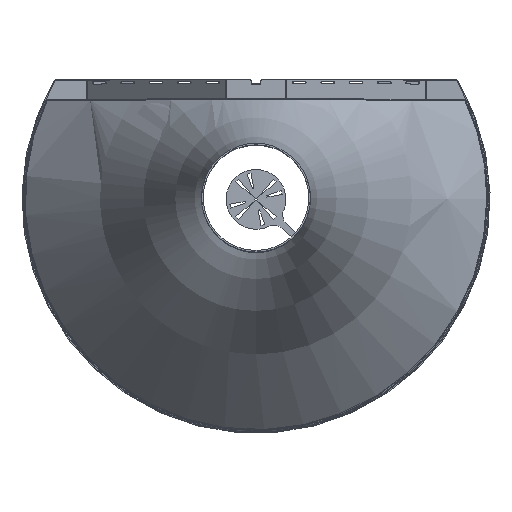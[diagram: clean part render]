
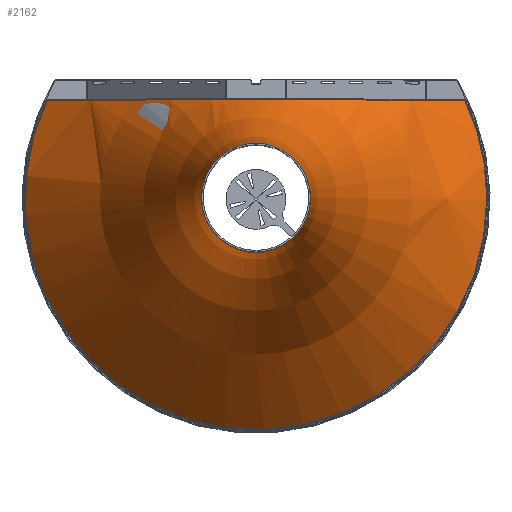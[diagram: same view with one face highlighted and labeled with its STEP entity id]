
A CAD part, top view. The second image highlights one B-rep face of the part: STEP entity #2162.
In plain terms, the highlighted toroidal (fillet/blend) face has major radius 1337 mm and minor radius 1200 mm.
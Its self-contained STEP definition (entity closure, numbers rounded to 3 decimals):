
#2162=ADVANCED_FACE('',(#4657,#4658),#4659,.F.);
#4657=FACE_OUTER_BOUND('',#7825,.T.);
#4658=FACE_OUTER_BOUND('',#7826,.T.);
#4659=TOROIDAL_SURFACE('',#7827,1337.0,1200.0);
#7825=EDGE_LOOP('',(#13386));
#7826=EDGE_LOOP('',(#13387,#13388));
#7827=AXIS2_PLACEMENT_3D('',#13389,#13390,#13391);
#13386=ORIENTED_EDGE('',*,*,#20493,.F.);
#13387=ORIENTED_EDGE('',*,*,#20495,.T.);
#13388=ORIENTED_EDGE('',*,*,#20471,.T.);
#13389=CARTESIAN_POINT('',(0.0,0.0,1775.598));
#13390=DIRECTION('',(0.0,0.0,1.0));
#13391=DIRECTION('',(1.0,0.0,0.0));
#20471=EDGE_CURVE('',#24635,#24633,#24636,.T.);
#20493=EDGE_CURVE('',#24667,#24667,#24668,.T.);
#20495=EDGE_CURVE('',#24633,#24635,#24670,.T.);
#24633=VERTEX_POINT('',#32433);
#24635=VERTEX_POINT('',#32460);
#24636=B_SPLINE_CURVE_WITH_KNOTS('',3,(#32461,#32462,#32463,#32464,#32465,#32466,#32467,#32468,#32469,#32470,#32471,#32472,#32473,#32474,#32475,#32476,#32477,#32478,#32479,#32480,#32481,#32482,#32483,#32484,#32485,#32486,#32487,#32488,#32489,#32490,#32491,#32492,#32493,#32494,#32495,#32496,#32497,#32498,#32499,#32500,#32501,#32502,#32503,#32504,#32505,#32506,#32507,#32508,#32509,#32510,#32511,#32512,#32513,#32514,#32515,#32516,#32517,#32518,#32519,#32520,#32521,#32522,#32523,#32524,#32525,#32526,#32527,#32528,#32529,#32530,#32531,#32532,#32533,#32534,#32535,#32536,#32537,#32538,#32539,#32540,#32541,#32542,#32543,#32544,#32545,#32546,#32547,#32548,#32549,#32550,#32551,#32552,#32553,#32554,#32555,#32556,#32557,#32558),.UNSPECIFIED.,.F.,.F.,(4,2,2,2,2,2,2,2,2,2,2,2,2,2,2,2,2,2,2,2,2,2,2,2,2,2,2,2,2,2,2,2,2,2,2,2,2,2,2,2,2,2,2,2,2,2,2,2,4),(12.946,13.031,13.117,13.16,13.203,13.245,13.288,13.331,13.374,13.417,13.438,13.459,13.47,13.481,13.502,13.524,13.545,13.556,13.561,13.567,13.588,13.599,13.604,13.609,13.62,13.625,13.628,13.631,13.652,13.674,13.695,13.716,13.738,13.743,13.749,13.759,13.781,13.802,13.824,13.845,13.888,13.931,13.973,14.016,14.059,14.102,14.145,14.23,14.316),.UNSPECIFIED.);
#24667=VERTEX_POINT('',#32670);
#24668=CIRCLE('',#32671,137.0);
#24670=CIRCLE('',#32673,581.298);
#32433=CARTESIAN_POINT('',(-525.976,247.5,843.443));
#32460=CARTESIAN_POINT('',(525.976,247.5,843.443));
#32461=CARTESIAN_POINT('',(525.976,247.5,843.443));
#32462=CARTESIAN_POINT('',(502.924,247.5,860.352));
#32463=CARTESIAN_POINT('',(480.36,247.5,877.864));
#32464=CARTESIAN_POINT('',(436.118,247.5,913.982));
#32465=CARTESIAN_POINT('',(414.44,247.5,932.589));
#32466=CARTESIAN_POINT('',(382.5,247.5,961.21));
#32467=CARTESIAN_POINT('',(371.949,247.5,970.869));
#32468=CARTESIAN_POINT('',(351.019,247.5,990.398));
#32469=CARTESIAN_POINT('',(340.639,247.5,1000.268));
#32470=CARTESIAN_POINT('',(320.026,247.5,1020.188));
#32471=CARTESIAN_POINT('',(309.792,247.5,1030.239));
#32472=CARTESIAN_POINT('',(289.439,247.5,1050.48));
#32473=CARTESIAN_POINT('',(279.319,247.5,1060.671));
#32474=CARTESIAN_POINT('',(259.148,247.5,1081.138));
#32475=CARTESIAN_POINT('',(249.098,247.5,1091.415));
#32476=CARTESIAN_POINT('',(229.006,247.5,1111.98));
#32477=CARTESIAN_POINT('',(218.966,247.5,1122.268));
#32478=CARTESIAN_POINT('',(198.801,247.5,1142.759));
#32479=CARTESIAN_POINT('',(188.676,247.5,1152.962));
#32480=CARTESIAN_POINT('',(173.318,247.5,1168.092));
#32481=CARTESIAN_POINT('',(168.169,247.5,1173.107));
#32482=CARTESIAN_POINT('',(157.788,247.5,1183.05));
#32483=CARTESIAN_POINT('',(152.556,247.5,1187.98));
#32484=CARTESIAN_POINT('',(144.619,247.5,1195.285));
#32485=CARTESIAN_POINT('',(141.958,247.5,1197.706));
#32486=CARTESIAN_POINT('',(136.608,247.5,1202.507));
#32487=CARTESIAN_POINT('',(133.918,247.5,1204.888));
#32488=CARTESIAN_POINT('',(125.796,247.5,1211.962));
#32489=CARTESIAN_POINT('',(120.313,247.5,1216.587));
#32490=CARTESIAN_POINT('',(109.159,247.5,1225.589));
#32491=CARTESIAN_POINT('',(103.49,247.5,1229.967));
#32492=CARTESIAN_POINT('',(91.896,247.5,1238.387));
#32493=CARTESIAN_POINT('',(85.973,247.5,1242.429));
#32494=CARTESIAN_POINT('',(76.825,247.5,1248.145));
#32495=CARTESIAN_POINT('',(73.732,247.5,1249.991));
#32496=CARTESIAN_POINT('',(69.014,247.5,1252.658));
#32497=CARTESIAN_POINT('',(67.427,247.5,1253.53));
#32498=CARTESIAN_POINT('',(64.24,247.5,1255.229));
#32499=CARTESIAN_POINT('',(62.638,247.5,1256.057));
#32500=CARTESIAN_POINT('',(54.584,247.5,1260.079));
#32501=CARTESIAN_POINT('',(47.998,247.5,1262.927));
#32502=CARTESIAN_POINT('',(37.843,247.5,1266.479));
#32503=CARTESIAN_POINT('',(34.411,247.5,1267.542));
#32504=CARTESIAN_POINT('',(29.185,247.5,1268.932));
#32505=CARTESIAN_POINT('',(27.43,247.5,1269.361));
#32506=CARTESIAN_POINT('',(23.892,247.5,1270.146));
#32507=CARTESIAN_POINT('',(22.107,247.5,1270.502));
#32508=CARTESIAN_POINT('',(16.752,247.5,1271.447));
#32509=CARTESIAN_POINT('',(13.165,247.5,1271.917));
#32510=CARTESIAN_POINT('',(7.758,247.5,1272.368));
#32511=CARTESIAN_POINT('',(5.952,247.5,1272.477));
#32512=CARTESIAN_POINT('',(3.236,247.5,1272.575));
#32513=CARTESIAN_POINT('',(2.329,247.5,1272.597));
#32514=CARTESIAN_POINT('',(0.514,247.5,1272.62));
#32515=CARTESIAN_POINT('',(-0.395,247.5,1272.62));
#32516=CARTESIAN_POINT('',(-8.546,247.5,1272.527));
#32517=CARTESIAN_POINT('',(-15.664,247.5,1271.756));
#32518=CARTESIAN_POINT('',(-29.673,247.5,1269.003));
#32519=CARTESIAN_POINT('',(-36.567,247.5,1267.022));
#32520=CARTESIAN_POINT('',(-50.159,247.5,1262.039));
#32521=CARTESIAN_POINT('',(-56.699,247.5,1259.1));
#32522=CARTESIAN_POINT('',(-69.408,247.5,1252.571));
#32523=CARTESIAN_POINT('',(-75.576,247.5,1248.98));
#32524=CARTESIAN_POINT('',(-87.638,247.5,1241.316));
#32525=CARTESIAN_POINT('',(-93.53,247.5,1237.242));
#32526=CARTESIAN_POINT('',(-100.768,247.5,1231.925));
#32527=CARTESIAN_POINT('',(-102.21,247.5,1230.85));
#32528=CARTESIAN_POINT('',(-105.076,247.5,1228.682));
#32529=CARTESIAN_POINT('',(-106.501,247.5,1227.59));
#32530=CARTESIAN_POINT('',(-110.753,247.5,1224.287));
#32531=CARTESIAN_POINT('',(-113.557,247.5,1222.053));
#32532=CARTESIAN_POINT('',(-121.893,247.5,1215.268));
#32533=CARTESIAN_POINT('',(-127.349,247.5,1210.633));
#32534=CARTESIAN_POINT('',(-138.11,247.5,1201.204));
#32535=CARTESIAN_POINT('',(-143.416,247.5,1196.409));
#32536=CARTESIAN_POINT('',(-153.92,247.5,1186.701));
#32537=CARTESIAN_POINT('',(-159.118,247.5,1181.789));
#32538=CARTESIAN_POINT('',(-169.435,247.5,1171.879));
#32539=CARTESIAN_POINT('',(-174.554,247.5,1166.883));
#32540=CARTESIAN_POINT('',(-189.831,247.5,1151.805));
#32541=CARTESIAN_POINT('',(-199.91,247.5,1141.638));
#32542=CARTESIAN_POINT('',(-219.99,247.5,1121.222));
#32543=CARTESIAN_POINT('',(-229.993,247.5,1110.97));
#32544=CARTESIAN_POINT('',(-250.011,247.5,1090.481));
#32545=CARTESIAN_POINT('',(-260.026,247.5,1080.244));
#32546=CARTESIAN_POINT('',(-280.126,247.5,1059.856));
#32547=CARTESIAN_POINT('',(-290.212,247.5,1049.705));
#32548=CARTESIAN_POINT('',(-310.497,247.5,1029.544));
#32549=CARTESIAN_POINT('',(-320.697,247.5,1019.534));
#32550=CARTESIAN_POINT('',(-341.242,247.5,999.692));
#32551=CARTESIAN_POINT('',(-351.588,247.5,989.861));
#32552=CARTESIAN_POINT('',(-372.45,247.5,970.408));
#32553=CARTESIAN_POINT('',(-382.966,247.5,960.787));
#32554=CARTESIAN_POINT('',(-414.803,247.5,932.276));
#32555=CARTESIAN_POINT('',(-436.41,247.5,913.738));
#32556=CARTESIAN_POINT('',(-480.508,247.5,877.749));
#32557=CARTESIAN_POINT('',(-502.999,247.5,860.297));
#32558=CARTESIAN_POINT('',(-525.976,247.5,843.443));
#32670=CARTESIAN_POINT('',(137.0,0.0,1775.598));
#32671=AXIS2_PLACEMENT_3D('',#39798,#39799,#39800);
#32673=AXIS2_PLACEMENT_3D('',#39801,#39802,#39803);
#39798=CARTESIAN_POINT('',(0.0,0.0,1775.598));
#39799=DIRECTION('',(0.0,0.0,1.0));
#39800=DIRECTION('',(1.0,0.0,0.0));
#39801=CARTESIAN_POINT('',(0.0,0.0,843.443));
#39802=DIRECTION('',(0.0,0.0,1.0));
#39803=DIRECTION('',(1.0,0.0,0.0));
